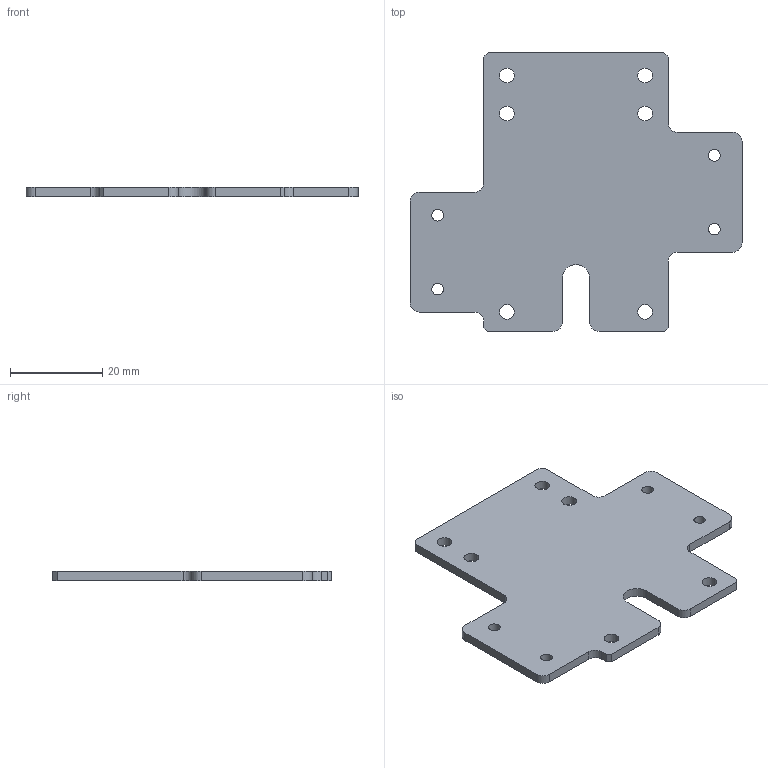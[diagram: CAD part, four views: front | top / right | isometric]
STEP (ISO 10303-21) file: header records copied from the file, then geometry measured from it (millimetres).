
FILE_DESCRIPTION(/* description */ (''),/* implementation_level */ '2;1');
FILE_NAME(/* name */ 'Toolchanger_Plate.step',/* time_stamp */ '2022-01-11T10:51:19+01:00',/* author */ (''),/* organization */ (''),/* preprocessor_version */ 'ST-DEVELOPER v18.1',/* originating_system */ 'Autodesk Translation Framework v10.10.0.1391',/* authorisation */ '');
FILE_SCHEMA (('AUTOMOTIVE_DESIGN { 1 0 10303 214 3 1 1 }'));
Length unit declared in the file: millimetre
Products named in the file (1): MS-X-BELT-PLATE
Bounding box: 72 x 60.5 x 2 mm (x, y, z)
Volume: 6195.2 mm3; surface area: 6940.2 mm2
Topology: 1 solids, 1 shells, 42 faces, 120 edges, 80 vertices
Faces by surface type: cylinder 21, plane 21
Full cylindrical faces by diameter (mm): 2.5 x4, 3.2 x6
Entity records: 1466 total; most frequent: DIRECTION 248, CARTESIAN_POINT 243, ORIENTED_EDGE 240, EDGE_CURVE 120, AXIS2_PLACEMENT_3D 85, VERTEX_POINT 80, LINE 78, VECTOR 78
